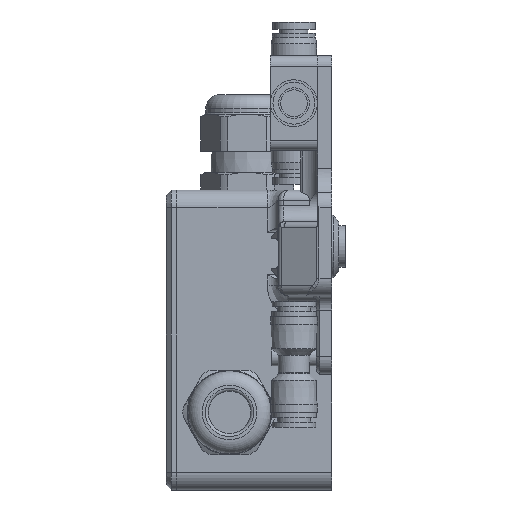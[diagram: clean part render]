
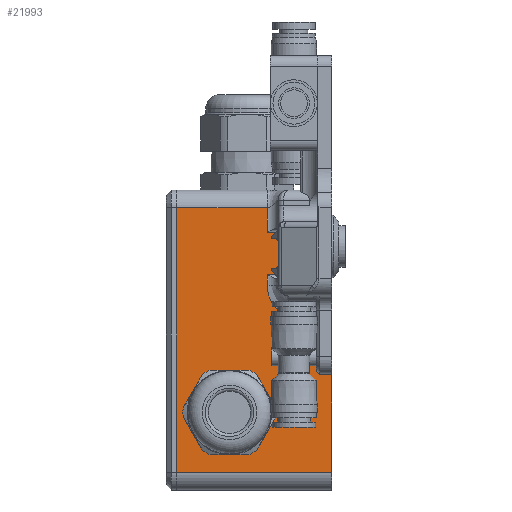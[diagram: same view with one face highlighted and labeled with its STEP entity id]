
A CAD part, left-side view. The second image highlights one B-rep face of the part: STEP entity #21993.
In plain terms, the highlighted planar face has unit normal (-1, 0, 0).
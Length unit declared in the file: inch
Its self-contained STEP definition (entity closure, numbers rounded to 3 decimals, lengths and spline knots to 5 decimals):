
#768=B_SPLINE_CURVE_WITH_KNOTS('',3,(#42620,#42621,#42622,#42623,#42624,
#42625,#42626,#42627),.UNSPECIFIED.,.F.,.F.,(4,1,1,1,1,4),(-1.,-0.85714,
-0.57143,-0.28571,-0.14286,0.),
 .UNSPECIFIED.);
#951=FACE_BOUND('',#4199,.T.);
#1551=PLANE('',#24222);
#2754=FACE_OUTER_BOUND('',#4198,.T.);
#4198=EDGE_LOOP('',(#19805,#19806,#19807,#19808,#19809,#19810,#19811,#19812,
#19813,#19814,#19815));
#4199=EDGE_LOOP('',(#19816));
#5283=CIRCLE('',#24223,0.3937);
#6524=LINE('',#35928,#8287);
#6948=LINE('',#42616,#8711);
#6949=LINE('',#42618,#8712);
#6950=LINE('',#42629,#8713);
#6951=LINE('',#42631,#8714);
#6952=LINE('',#42633,#8715);
#6953=LINE('',#42635,#8716);
#6954=LINE('',#42637,#8717);
#6955=LINE('',#42639,#8718);
#6956=LINE('',#42640,#8719);
#8287=VECTOR('',#29073,0.3937);
#8711=VECTOR('',#30009,0.3937);
#8712=VECTOR('',#30010,0.3937);
#8713=VECTOR('',#30011,0.3937);
#8714=VECTOR('',#30012,0.3937);
#8715=VECTOR('',#30013,0.3937);
#8716=VECTOR('',#30014,0.3937);
#8717=VECTOR('',#30015,0.3937);
#8718=VECTOR('',#30016,0.3937);
#8719=VECTOR('',#30017,0.3937);
#10330=VERTEX_POINT('',#35925);
#10331=VERTEX_POINT('',#35927);
#10840=VERTEX_POINT('',#42615);
#10841=VERTEX_POINT('',#42617);
#10842=VERTEX_POINT('',#42619);
#10843=VERTEX_POINT('',#42628);
#10844=VERTEX_POINT('',#42630);
#10845=VERTEX_POINT('',#42632);
#10846=VERTEX_POINT('',#42634);
#10847=VERTEX_POINT('',#42636);
#10848=VERTEX_POINT('',#42638);
#10849=VERTEX_POINT('',#42641);
#13125=EDGE_CURVE('',#10330,#10331,#6524,.T.);
#13881=EDGE_CURVE('',#10331,#10840,#6948,.T.);
#13882=EDGE_CURVE('',#10841,#10330,#6949,.T.);
#13883=EDGE_CURVE('',#10842,#10841,#768,.T.);
#13884=EDGE_CURVE('',#10843,#10842,#6950,.T.);
#13885=EDGE_CURVE('',#10844,#10843,#6951,.T.);
#13886=EDGE_CURVE('',#10845,#10844,#6952,.T.);
#13887=EDGE_CURVE('',#10846,#10845,#6953,.T.);
#13888=EDGE_CURVE('',#10847,#10846,#6954,.T.);
#13889=EDGE_CURVE('',#10848,#10847,#6955,.T.);
#13890=EDGE_CURVE('',#10840,#10848,#6956,.T.);
#13891=EDGE_CURVE('',#10849,#10849,#5283,.T.);
#19805=ORIENTED_EDGE('',*,*,#13881,.F.);
#19806=ORIENTED_EDGE('',*,*,#13125,.F.);
#19807=ORIENTED_EDGE('',*,*,#13882,.F.);
#19808=ORIENTED_EDGE('',*,*,#13883,.F.);
#19809=ORIENTED_EDGE('',*,*,#13884,.F.);
#19810=ORIENTED_EDGE('',*,*,#13885,.F.);
#19811=ORIENTED_EDGE('',*,*,#13886,.F.);
#19812=ORIENTED_EDGE('',*,*,#13887,.F.);
#19813=ORIENTED_EDGE('',*,*,#13888,.F.);
#19814=ORIENTED_EDGE('',*,*,#13889,.F.);
#19815=ORIENTED_EDGE('',*,*,#13890,.F.);
#19816=ORIENTED_EDGE('',*,*,#13891,.T.);
#21993=ADVANCED_FACE('',(#2754,#951),#1551,.T.);
#24222=AXIS2_PLACEMENT_3D('',#42614,#30007,#30008);
#24223=AXIS2_PLACEMENT_3D('',#42642,#30018,#30019);
#29073=DIRECTION('',(0.,0.,-1.));
#30007=DIRECTION('center_axis',(-1.,0.,0.));
#30008=DIRECTION('ref_axis',(0.,0.,1.));
#30009=DIRECTION('',(0.,1.,0.));
#30010=DIRECTION('',(0.,-1.,0.));
#30011=DIRECTION('',(0.,0.,-1.));
#30012=DIRECTION('',(0.,1.,0.));
#30013=DIRECTION('',(0.,0.,-1.));
#30014=DIRECTION('',(0.,-1.,0.));
#30015=DIRECTION('',(0.,0.,-1.));
#30016=DIRECTION('',(0.,-1.,0.));
#30017=DIRECTION('',(0.,0.,1.));
#30018=DIRECTION('center_axis',(1.,0.,0.));
#30019=DIRECTION('ref_axis',(0.,-1.,0.));
#35925=CARTESIAN_POINT('',(0.47409,2.40551,1.33287));
#35927=CARTESIAN_POINT('',(0.47409,2.40551,-0.43878));
#35928=CARTESIAN_POINT('',(0.47409,2.40551,2.71083));
#42614=CARTESIAN_POINT('Origin',(0.47409,2.40551,-0.63563));
#42615=CARTESIAN_POINT('',(0.47409,4.1378,-0.43878));
#42616=CARTESIAN_POINT('',(0.47409,2.40551,-0.43878));
#42617=CARTESIAN_POINT('',(0.47409,2.88764,1.33287));
#42618=CARTESIAN_POINT('',(0.47409,2.40551,1.33287));
#42619=CARTESIAN_POINT('',(0.47409,3.12386,1.64783));
#42620=CARTESIAN_POINT('Ctrl Pts',(0.47409,3.12386,1.64783));
#42621=CARTESIAN_POINT('Ctrl Pts',(0.47409,3.12386,1.62872));
#42622=CARTESIAN_POINT('Ctrl Pts',(0.47409,3.12212,1.56817));
#42623=CARTESIAN_POINT('Ctrl Pts',(0.47409,3.08959,1.45773));
#42624=CARTESIAN_POINT('Ctrl Pts',(0.47409,3.01383,1.37482));
#42625=CARTESIAN_POINT('Ctrl Pts',(0.47409,2.94376,1.33953));
#42626=CARTESIAN_POINT('Ctrl Pts',(0.47409,2.90676,1.33287));
#42627=CARTESIAN_POINT('Ctrl Pts',(0.47409,2.88764,1.33287));
#42628=CARTESIAN_POINT('',(0.47409,3.12386,1.76594));
#42629=CARTESIAN_POINT('',(0.47409,3.12386,1.0376));
#42630=CARTESIAN_POINT('',(0.47409,2.92701,1.76594));
#42631=CARTESIAN_POINT('',(0.47409,2.70563,1.76594));
#42632=CARTESIAN_POINT('',(0.47409,2.92701,2.23839));
#42633=CARTESIAN_POINT('',(0.47409,2.92701,2.27776));
#42634=CARTESIAN_POINT('',(0.47409,3.12386,2.23839));
#42635=CARTESIAN_POINT('',(0.47409,2.66626,2.23839));
#42636=CARTESIAN_POINT('',(0.47409,3.12386,2.51398));
#42637=CARTESIAN_POINT('',(0.47409,3.12386,1.0376));
#42638=CARTESIAN_POINT('',(0.47409,4.1378,2.51398));
#42639=CARTESIAN_POINT('',(0.47409,2.40551,2.51398));
#42640=CARTESIAN_POINT('',(0.47409,4.1378,-0.63563));
#42641=CARTESIAN_POINT('',(0.47409,3.94094,0.23051));
#42642=CARTESIAN_POINT('Origin',(0.47409,3.54724,0.23051));
